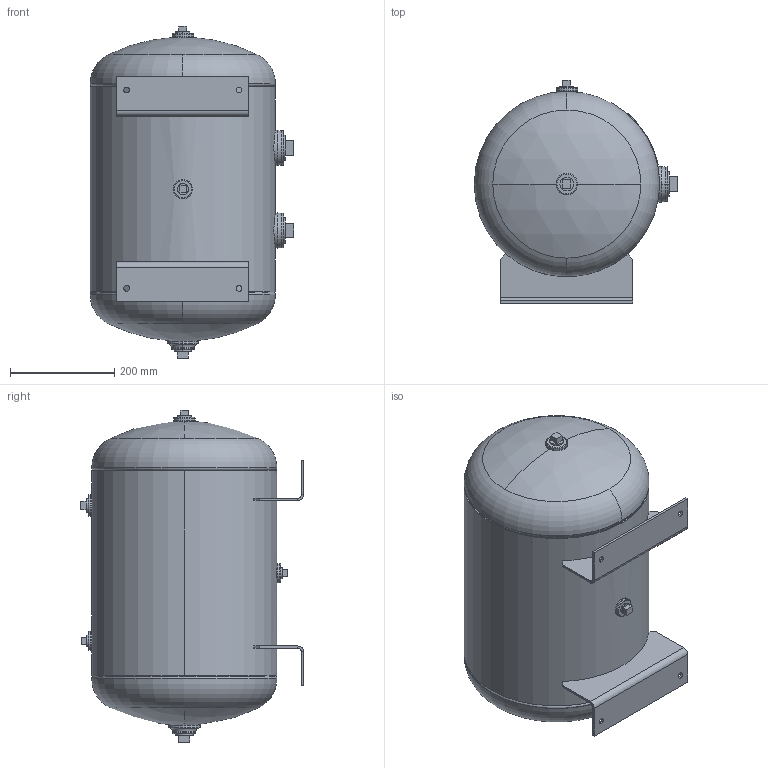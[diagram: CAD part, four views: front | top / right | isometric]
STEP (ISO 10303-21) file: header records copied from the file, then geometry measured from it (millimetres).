
FILE_DESCRIPTION (( 'STEP AP203' ), '1' );
FILE_NAME ('304938.STEP', '2012-03-06T19:52:32', ( '' ), ( '' ), 'SwSTEP 2.0', 'SolidWorks 2011', '' );
FILE_SCHEMA (( 'CONFIG_CONTROL_DESIGN' ));
Length unit declared in the file: inch
Products named in the file (1): 304938
Bounding box: 390.78 x 427.94 x 637.81 mm (x, y, z)
Surface area: 967009.8 mm2 (no closed solid volume)
Topology: 0 solids, 25 shells, 242 faces, 632 edges, 408 vertices
Faces by surface type: plane 106, cylinder 60, torus 60, bspline 12, sphere 4
Full cylindrical faces by diameter (mm): 355.6 x1
Entity records: 9370 total; most frequent: CARTESIAN_POINT 3315, DIRECTION 1318, ORIENTED_EDGE 1109, EDGE_CURVE 632, AXIS2_PLACEMENT_3D 509, VERTEX_POINT 408, VECTOR 300, LINE 300
